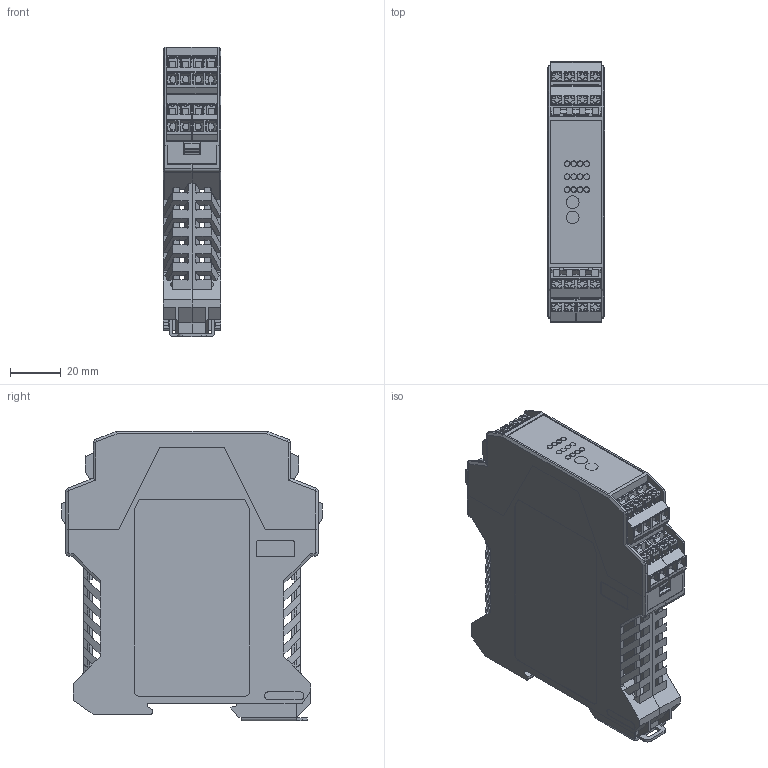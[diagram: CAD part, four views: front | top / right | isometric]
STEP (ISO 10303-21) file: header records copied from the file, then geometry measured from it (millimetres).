
FILE_DESCRIPTION(/* description */ ('Alibre Inc.'),/* implementation_level */ '2;1');
FILE_NAME(/* name */ 'export-778663A8-FD85-4E15-9B70-FC3732BE86F3',/* time_stamp */ '2019-03-14T10:00:56+01:00',/* author */ (''),/* organization */ (''),/* preprocessor_version */ 'ST-DEVELOPER v17',/* originating_system */ 'Alibre',/* authorisation */ '');
FILE_SCHEMA (('AUTOMOTIVE_DESIGN'));
Length unit declared in the file: millimetre
Products named in the file (15): ID_1
Bounding box: 22.6 x 102.3 x 113.6 mm (x, y, z)
Volume: 73434.3 mm3; surface area: 84035.1 mm2
Topology: 25 solids, 25 shells, 7410 faces, 20452 edges, 13247 vertices
Faces by surface type: plane 5909, cylinder 1287, cone 76, torus 74, sphere 64
Full cylindrical faces by diameter (mm): 2.08 x8, 2.2 x12, 2.22 x8, 4.98 x1, 5 x2, 5.02 x1
Entity records: 134678 total; most frequent: CARTESIAN_POINT 24996, ORIENTED_EDGE 24424, DIRECTION 18194, EDGE_CURVE 12209, VECTOR 10452, LINE 10452, VERTEX_POINT 7962, AXIS2_PLACEMENT_3D 5542
